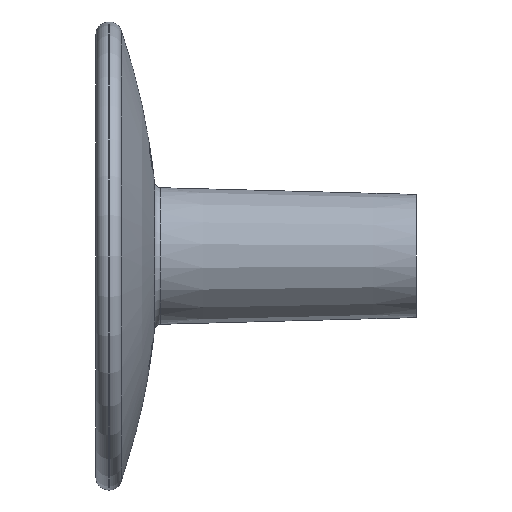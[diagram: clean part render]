
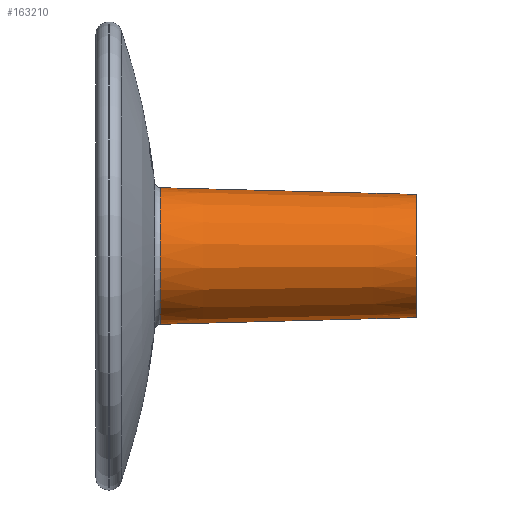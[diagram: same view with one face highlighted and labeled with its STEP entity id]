
A CAD part, left-side view. The second image highlights one B-rep face of the part: STEP entity #163210.
In plain terms, the highlighted conical face has half-angle 1.5 degrees and reference radius 5.555 mm.
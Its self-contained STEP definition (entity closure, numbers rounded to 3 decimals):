
#1420=CARTESIAN_POINT('',(0.,0.05,0.));
#1430=DIRECTION('',(0.,1.,0.));
#1440=DIRECTION('',(0.,0.,-1.));
#1450=AXIS2_PLACEMENT_3D('',#1420,#1430,#1440);
#1460=CIRCLE('',#1450,5.);
#1490=CARTESIAN_POINT('',(0.,0.05,-5.));
#1500=VERTEX_POINT('',#1490);
#1530=CARTESIAN_POINT('',(0.,0.05,5.));
#1540=VERTEX_POINT('',#1530);
#1550=EDGE_CURVE('',#1500,#1540,#1460,.T.);
#1670=CARTESIAN_POINT('',(0.,21.248,-5.555));
#1680=DIRECTION('',(0.,1.,-0.026));
#1690=VECTOR('',#1680,212.213);
#1700=LINE('',#1670,#1690);
#1710=CARTESIAN_POINT('',(0.,20.809,-5.544));
#1720=VERTEX_POINT('',#1710);
#1730=EDGE_CURVE('',#1500,#1720,#1700,.T.);
#1770=CARTESIAN_POINT('',(0.,21.248,
5.555));
#1780=DIRECTION('',(0.,1.,
0.026));
#1790=VECTOR('',#1780,212.213);
#1800=LINE('',#1770,#1790);
#1810=CARTESIAN_POINT('',(0.,20.809,5.544));
#1820=VERTEX_POINT('',#1810);
#1830=EDGE_CURVE('',#1540,#1820,#1800,.T.);
#1850=CARTESIAN_POINT('',(0.,20.809,0.));
#1860=DIRECTION('',(0.,-1.,0.));
#1870=DIRECTION('',(0.,0.,-1.));
#1880=AXIS2_PLACEMENT_3D('',#1850,#1860,#1870);
#1890=CIRCLE('',#1880,5.544);
#163090=CARTESIAN_POINT('',(0.,21.248,0.));
#163100=DIRECTION('',(0.,1.,0.));
#163110=DIRECTION('',(0.,0.,-1.));
#163120=AXIS2_PLACEMENT_3D('',#163090,#163100,#163110);
#163130=CONICAL_SURFACE('',#163120,5.555,0.026);
#163140=EDGE_CURVE('',#1820,#1720,#1890,.T.);
#163150=ORIENTED_EDGE('',*,*,#163140,.T.);
#163160=ORIENTED_EDGE('',*,*,#1830,.T.);
#163170=ORIENTED_EDGE('',*,*,#1550,.T.);
#163180=ORIENTED_EDGE('',*,*,#1730,.F.);
#163190=EDGE_LOOP('',(#163180,#163170,#163160,#163150));
#163200=FACE_OUTER_BOUND('',#163190,.T.);
#163210=ADVANCED_FACE('',(#163200),#163130,.T.);
